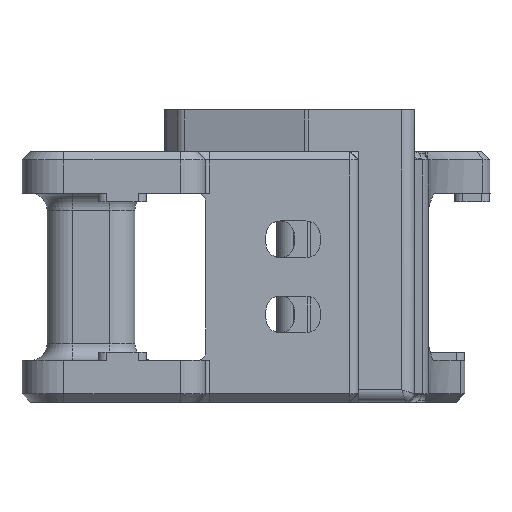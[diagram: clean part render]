
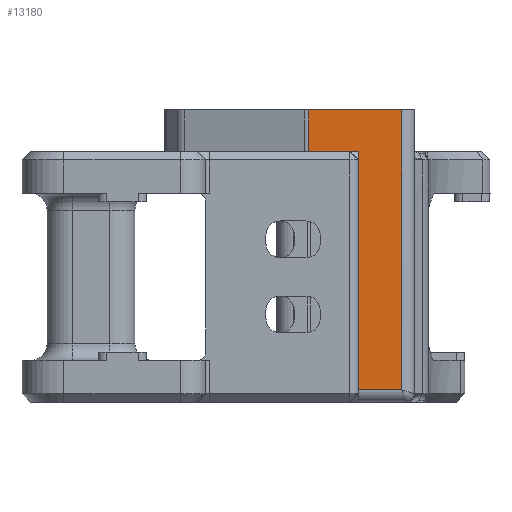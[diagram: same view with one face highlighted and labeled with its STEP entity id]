
A CAD part, front view. The second image highlights one B-rep face of the part: STEP entity #13180.
In plain terms, the highlighted face is planar.
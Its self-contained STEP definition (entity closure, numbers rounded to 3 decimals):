
#252=PLANE('',#13991);
#690=FACE_OUTER_BOUND('',#1476,.T.);
#1476=EDGE_LOOP('',(#8885,#8886,#8887,#8888,#8889,#8890));
#3204=LINE('',#19930,#4361);
#3205=LINE('',#19933,#4362);
#3207=LINE('',#19939,#4364);
#3213=LINE('',#19951,#4370);
#3214=LINE('',#19953,#4371);
#3215=LINE('',#19954,#4372);
#4361=VECTOR('',#15467,10.);
#4362=VECTOR('',#15470,10.);
#4364=VECTOR('',#15476,10.);
#4370=VECTOR('',#15484,10.);
#4371=VECTOR('',#15485,10.);
#4372=VECTOR('',#15486,10.);
#5535=VERTEX_POINT('',#19922);
#5537=VERTEX_POINT('',#19928);
#5538=VERTEX_POINT('',#19932);
#5540=VERTEX_POINT('',#19938);
#5545=VERTEX_POINT('',#19950);
#5546=VERTEX_POINT('',#19952);
#6824=EDGE_CURVE('',#5537,#5535,#3204,.T.);
#6825=EDGE_CURVE('',#5535,#5538,#3205,.T.);
#6828=EDGE_CURVE('',#5538,#5540,#3207,.T.);
#6834=EDGE_CURVE('',#5545,#5537,#3213,.T.);
#6835=EDGE_CURVE('',#5546,#5545,#3214,.T.);
#6836=EDGE_CURVE('',#5540,#5546,#3215,.T.);
#8885=ORIENTED_EDGE('',*,*,#6825,.F.);
#8886=ORIENTED_EDGE('',*,*,#6824,.F.);
#8887=ORIENTED_EDGE('',*,*,#6834,.F.);
#8888=ORIENTED_EDGE('',*,*,#6835,.F.);
#8889=ORIENTED_EDGE('',*,*,#6836,.F.);
#8890=ORIENTED_EDGE('',*,*,#6828,.F.);
#13180=ADVANCED_FACE('',(#690),#252,.T.);
#13991=AXIS2_PLACEMENT_3D('',#19949,#15482,#15483);
#15467=DIRECTION('',(0.,0.,-1.));
#15470=DIRECTION('',(0.,1.,0.));
#15476=DIRECTION('',(0.,0.,1.));
#15482=DIRECTION('center_axis',(-1.,0.,
0.));
#15483=DIRECTION('ref_axis',(0.,-1.,0.));
#15484=DIRECTION('',(0.,-1.,0.));
#15485=DIRECTION('',(0.,0.,1.));
#15486=DIRECTION('',(0.,1.,0.));
#19922=CARTESIAN_POINT('',(272.568,374.567,85.998));
#19928=CARTESIAN_POINT('',(272.568,374.567,119.498));
#19930=CARTESIAN_POINT('',(272.568,374.567,119.498));
#19932=CARTESIAN_POINT('',(272.568,379.779,85.998));
#19933=CARTESIAN_POINT('',(272.568,387.585,85.998));
#19938=CARTESIAN_POINT('',(272.568,379.779,114.498));
#19939=CARTESIAN_POINT('',(272.568,379.779,121.997));
#19949=CARTESIAN_POINT('Origin',(272.568,388.779,119.498));
#19950=CARTESIAN_POINT('',(272.568,385.784,119.498));
#19951=CARTESIAN_POINT('',(272.568,383.852,119.498));
#19952=CARTESIAN_POINT('',(272.568,385.784,114.498));
#19953=CARTESIAN_POINT('',(272.568,385.784,118.248));
#19954=CARTESIAN_POINT('',(272.568,383.029,114.498));
